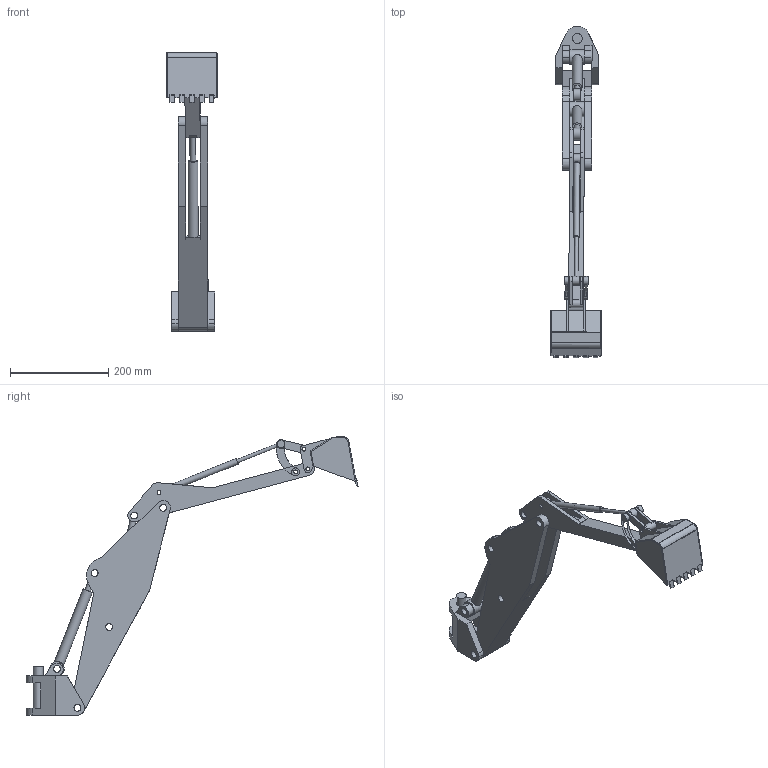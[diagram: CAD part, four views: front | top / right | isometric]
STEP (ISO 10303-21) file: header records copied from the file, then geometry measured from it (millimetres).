
FILE_DESCRIPTION(('FreeCAD Model'),'2;1');
FILE_NAME('Open CASCADE Shape Model','2025-05-02T12:51:43',('Author'),( ''),'Open CASCADE STEP processor 7.8','FreeCAD','Unknown');
FILE_SCHEMA(('AUTOMOTIVE_DESIGN { 1 0 10303 214 1 1 1 1 }'));
Length unit declared in the file: millimetre
Products named in the file (14): Assembly; BasePin; Base; Boom; Stick; Bucket; BucketLink2; BucketLink1; BoomCylinderOuter; BoomCylinderInner; StickCylinderInner; StickCylinderOuter; BucketCylinderInner; BucketCylinderOuter
Assembly tree (13 placements, depth 2):
  Assembly
    BasePin
    Base
    Boom
    Stick
    Bucket
    BucketLink2
    BucketLink1
    BoomCylinderOuter
    BoomCylinderInner
    StickCylinderInner
    StickCylinderOuter
    BucketCylinderInner
    BucketCylinderOuter
Bounding box: 103.42 x 675.87 x 567.05 mm (x, y, z)
Volume: 2066341 mm3; surface area: 457770.9 mm2
Topology: 13 solids, 13 shells, 288 faces, 705 edges, 452 vertices
Faces by surface type: plane 172, cylinder 110, sphere 4, torus 2
Full cylindrical faces by diameter (mm): 7 x2, 8 x16, 8.2 x1, 10 x1, 12 x5, 14 x18, 16 x7, 18 x1, 20 x6, 24 x2, 30 x2
Entity records: 9916 total; most frequent: CARTESIAN_POINT 2468, DIRECTION 1521, ORIENTED_EDGE 1410, EDGE_CURVE 705, AXIS2_PLACEMENT_3D 535, VERTEX_POINT 452, LINE 451, VECTOR 451
